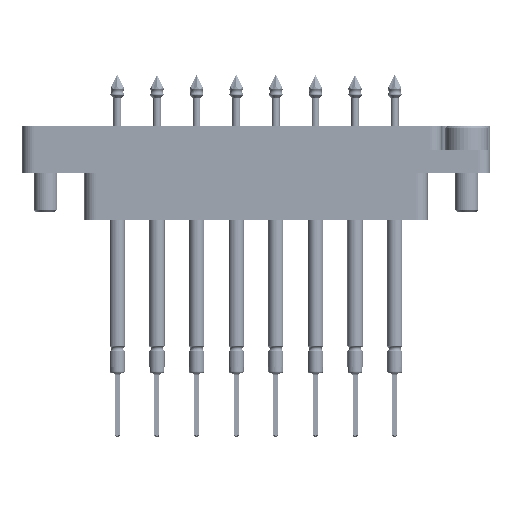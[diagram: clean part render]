
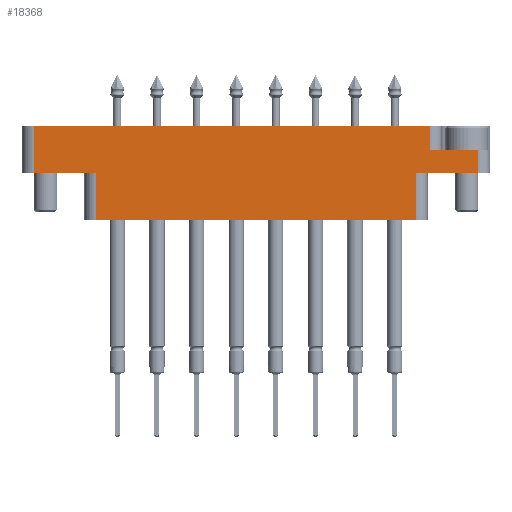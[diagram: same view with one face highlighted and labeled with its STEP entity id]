
A CAD part, left-side view. The second image highlights one B-rep face of the part: STEP entity #18368.
In plain terms, the highlighted planar face has unit normal (-1, 0, 0).
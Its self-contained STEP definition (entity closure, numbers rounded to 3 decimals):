
#161 = DIRECTION ( 'NONE',  ( 0., 0., 1. ) ) ;
#252 = LINE ( 'NONE', #1952, #10512 ) ;
#720 = CARTESIAN_POINT ( 'NONE',  ( -14.35, 22., -12. ) ) ;
#1021 = LINE ( 'NONE', #16231, #5777 ) ;
#1183 = EDGE_CURVE ( 'NONE', #17370, #7470, #14653, .T. ) ;
#1223 = CARTESIAN_POINT ( 'NONE',  ( -14.35, 30., -6. ) ) ;
#1334 = EDGE_CURVE ( 'NONE', #4933, #15270, #14737, .T. ) ;
#1849 = CARTESIAN_POINT ( 'NONE',  ( -14.35, 28.5, -6. ) ) ;
#1952 = CARTESIAN_POINT ( 'NONE',  ( -14.35, -30., -3. ) ) ;
#2170 = DIRECTION ( 'NONE',  ( 0., -1., 0. ) ) ;
#2336 = CARTESIAN_POINT ( 'NONE',  ( -14.35, -20.5, -6. ) ) ;
#3442 = ORIENTED_EDGE ( 'NONE', *, *, #1334, .T. ) ;
#3591 = VECTOR ( 'NONE', #161, 1000. ) ;
#3643 = VECTOR ( 'NONE', #15930, 1000. ) ;
#3829 = FACE_OUTER_BOUND ( 'NONE', #19311, .T. ) ;
#3883 = LINE ( 'NONE', #15694, #3591 ) ;
#3902 = CARTESIAN_POINT ( 'NONE',  ( -14.35, -28.5, -6. ) ) ;
#4860 = LINE ( 'NONE', #11730, #16194 ) ;
#4933 = VERTEX_POINT ( 'NONE', #2336 ) ;
#5005 = LINE ( 'NONE', #11881, #13326 ) ;
#5572 = DIRECTION ( 'NONE',  ( 0., 0., -1. ) ) ;
#5687 = VERTEX_POINT ( 'NONE', #12185 ) ;
#5756 = EDGE_CURVE ( 'NONE', #18392, #8538, #1021, .T. ) ;
#5777 = VECTOR ( 'NONE', #21412, 1000. ) ;
#5950 = CARTESIAN_POINT ( 'NONE',  ( -14.35, 20.5, -12. ) ) ;
#6080 = ORIENTED_EDGE ( 'NONE', *, *, #18898, .F. ) ;
#6352 = ORIENTED_EDGE ( 'NONE', *, *, #9316, .T. ) ;
#6430 = EDGE_CURVE ( 'NONE', #17370, #8538, #22116, .T. ) ;
#6649 = VECTOR ( 'NONE', #5572, 1000. ) ;
#6694 = DIRECTION ( 'NONE',  ( 0., -1., 0. ) ) ;
#6858 = CARTESIAN_POINT ( 'NONE',  ( -14.35, -22.25, -3. ) ) ;
#6914 = ORIENTED_EDGE ( 'NONE', *, *, #5756, .T. ) ;
#6950 = EDGE_CURVE ( 'NONE', #7470, #13456, #7325, .T. ) ;
#6980 = CARTESIAN_POINT ( 'NONE',  ( -14.35, 30., -6. ) ) ;
#7325 = LINE ( 'NONE', #1223, #21969 ) ;
#7470 = VERTEX_POINT ( 'NONE', #1849 ) ;
#7516 = EDGE_CURVE ( 'NONE', #5687, #4933, #3883, .T. ) ;
#7776 = ORIENTED_EDGE ( 'NONE', *, *, #7516, .T. ) ;
#8538 = VERTEX_POINT ( 'NONE', #9843 ) ;
#8861 = ORIENTED_EDGE ( 'NONE', *, *, #6430, .F. ) ;
#8885 = PLANE ( 'NONE',  #16217 ) ;
#9025 = EDGE_CURVE ( 'NONE', #15270, #21343, #4860, .T. ) ;
#9316 = EDGE_CURVE ( 'NONE', #13456, #12709, #5005, .T. ) ;
#9843 = CARTESIAN_POINT ( 'NONE',  ( -14.35, -22.25, 0. ) ) ;
#10341 = DIRECTION ( 'NONE',  ( 0., -1., 0. ) ) ;
#10512 = VECTOR ( 'NONE', #2170, 1000. ) ;
#11070 = LINE ( 'NONE', #720, #3643 ) ;
#11352 = DIRECTION ( 'NONE',  ( 0., -1., 0. ) ) ;
#11730 = CARTESIAN_POINT ( 'NONE',  ( -14.35, -28.5, -6. ) ) ;
#11881 = CARTESIAN_POINT ( 'NONE',  ( -14.35, 20.5, -12. ) ) ;
#11957 = CARTESIAN_POINT ( 'NONE',  ( -14.35, 20.5, -6. ) ) ;
#12185 = CARTESIAN_POINT ( 'NONE',  ( -14.35, -20.5, -12. ) ) ;
#12208 = EDGE_CURVE ( 'NONE', #18392, #21343, #252, .T. ) ;
#12709 = VERTEX_POINT ( 'NONE', #5950 ) ;
#13063 = CARTESIAN_POINT ( 'NONE',  ( -14.35, 30., -6. ) ) ;
#13129 = ORIENTED_EDGE ( 'NONE', *, *, #1183, .T. ) ;
#13326 = VECTOR ( 'NONE', #17052, 1000. ) ;
#13456 = VERTEX_POINT ( 'NONE', #11957 ) ;
#13887 = ORIENTED_EDGE ( 'NONE', *, *, #6950, .T. ) ;
#14067 = DIRECTION ( 'NONE',  ( -1., 0., 0. ) ) ;
#14653 = LINE ( 'NONE', #18226, #6649 ) ;
#14737 = LINE ( 'NONE', #13063, #18155 ) ;
#14854 = DIRECTION ( 'NONE',  ( 0., -1., 0. ) ) ;
#15148 = CARTESIAN_POINT ( 'NONE',  ( -14.35, 30., 0. ) ) ;
#15270 = VERTEX_POINT ( 'NONE', #3902 ) ;
#15694 = CARTESIAN_POINT ( 'NONE',  ( -14.35, -20.5, -6. ) ) ;
#15930 = DIRECTION ( 'NONE',  ( 0., 1., 0. ) ) ;
#16194 = VECTOR ( 'NONE', #18572, 1000. ) ;
#16209 = VECTOR ( 'NONE', #6694, 1000. ) ;
#16217 = AXIS2_PLACEMENT_3D ( 'NONE', #6980, #14067, #10341 ) ;
#16231 = CARTESIAN_POINT ( 'NONE',  ( -14.35, -22.25, 0. ) ) ;
#17052 = DIRECTION ( 'NONE',  ( 0., 0., -1. ) ) ;
#17370 = VERTEX_POINT ( 'NONE', #17965 ) ;
#17965 = CARTESIAN_POINT ( 'NONE',  ( -14.35, 28.5, 0. ) ) ;
#18155 = VECTOR ( 'NONE', #11352, 1000. ) ;
#18226 = CARTESIAN_POINT ( 'NONE',  ( -14.35, 28.5, -6. ) ) ;
#18236 = ORIENTED_EDGE ( 'NONE', *, *, #9025, .T. ) ;
#18368 = ADVANCED_FACE ( 'NONE', ( #3829 ), #8885, .T. ) ;
#18392 = VERTEX_POINT ( 'NONE', #6858 ) ;
#18572 = DIRECTION ( 'NONE',  ( 0., 0., 1. ) ) ;
#18898 = EDGE_CURVE ( 'NONE', #5687, #12709, #11070, .T. ) ;
#19311 = EDGE_LOOP ( 'NONE', ( #13887, #6352, #6080, #7776, #3442, #18236, #22150, #6914, #8861, #13129 ) ) ;
#20829 = CARTESIAN_POINT ( 'NONE',  ( -14.35, -28.5, -3. ) ) ;
#21343 = VERTEX_POINT ( 'NONE', #20829 ) ;
#21412 = DIRECTION ( 'NONE',  ( 0., 0., 1. ) ) ;
#21969 = VECTOR ( 'NONE', #14854, 1000. ) ;
#22116 = LINE ( 'NONE', #15148, #16209 ) ;
#22150 = ORIENTED_EDGE ( 'NONE', *, *, #12208, .F. ) ;
